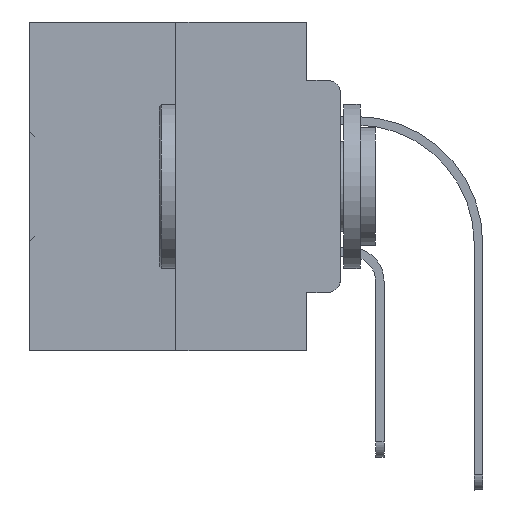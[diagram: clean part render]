
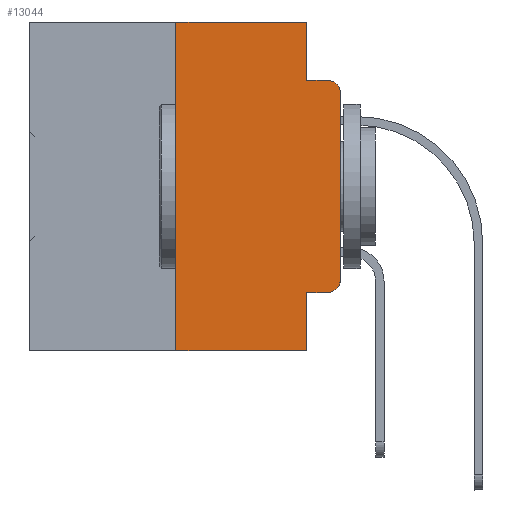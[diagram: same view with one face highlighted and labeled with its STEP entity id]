
A CAD part, left-side view. The second image highlights one B-rep face of the part: STEP entity #13044.
In plain terms, the highlighted planar face has unit normal (-1, 0, 0).
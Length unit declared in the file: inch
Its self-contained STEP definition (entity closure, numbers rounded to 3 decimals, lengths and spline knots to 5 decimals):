
#1032 = CIRCLE ( 'NONE', #17427, 0.02 ) ;
#1091 = CARTESIAN_POINT ( 'NONE',  ( 0., 0., 0. ) ) ;
#1119 = EDGE_CURVE ( 'NONE', #35997, #12483, #29930, .T. ) ;
#1782 = EDGE_CURVE ( 'NONE', #35997, #12763, #11428, .T. ) ;
#2419 = VECTOR ( 'NONE', #33131, 39.37008 ) ;
#3299 = PLANE ( 'NONE',  #35783 ) ;
#3563 = ORIENTED_EDGE ( 'NONE', *, *, #18975, .F. ) ;
#3778 = ORIENTED_EDGE ( 'NONE', *, *, #33402, .T. ) ;
#3863 = DIRECTION ( 'NONE',  ( 0., 0., -1. ) ) ;
#3882 = CARTESIAN_POINT ( 'NONE',  ( 0., 0.473, -0.5 ) ) ;
#4234 = LINE ( 'NONE', #21931, #5381 ) ;
#4617 = CARTESIAN_POINT ( 'NONE',  ( 0., 0.051, -0.0885 ) ) ;
#5100 = ORIENTED_EDGE ( 'NONE', *, *, #1782, .F. ) ;
#5381 = VECTOR ( 'NONE', #12963, 39.37008 ) ;
#5910 = CARTESIAN_POINT ( 'NONE',  ( 0., 0.25, 0. ) ) ;
#6051 = ORIENTED_EDGE ( 'NONE', *, *, #17805, .T. ) ;
#6974 = EDGE_CURVE ( 'NONE', #12763, #23330, #4234, .T. ) ;
#8213 = EDGE_CURVE ( 'NONE', #37228, #23986, #19061, .T. ) ;
#10492 = CARTESIAN_POINT ( 'NONE',  ( 0., 0.051, -0.4115 ) ) ;
#10917 = EDGE_CURVE ( 'NONE', #16086, #35731, #26773, .T. ) ;
#11428 = LINE ( 'NONE', #5910, #14073 ) ;
#11959 = VECTOR ( 'NONE', #15480, 39.37008 ) ;
#12483 = VERTEX_POINT ( 'NONE', #28308 ) ;
#12683 = EDGE_LOOP ( 'NONE', ( #26007, #3778, #15935, #3563, #17897, #5100, #27541, #28650, #28804, #6051 ) ) ;
#12763 = VERTEX_POINT ( 'NONE', #22356 ) ;
#12909 = DIRECTION ( 'NONE',  ( 0., 0., -1. ) ) ;
#12963 = DIRECTION ( 'NONE',  ( 0., -1., 0. ) ) ;
#13044 = ADVANCED_FACE ( 'NONE', ( #15269 ), #3299, .F. ) ;
#13852 = CARTESIAN_POINT ( 'NONE',  ( 0., 0.02, -0.0885 ) ) ;
#14073 = VECTOR ( 'NONE', #22839, 39.37008 ) ;
#14333 = CARTESIAN_POINT ( 'NONE',  ( 0., 0.25, -0.5 ) ) ;
#15269 = FACE_OUTER_BOUND ( 'NONE', #12683, .T. ) ;
#15480 = DIRECTION ( 'NONE',  ( 0., -1., 0. ) ) ;
#15935 = ORIENTED_EDGE ( 'NONE', *, *, #8213, .F. ) ;
#16086 = VERTEX_POINT ( 'NONE', #27763 ) ;
#16234 = CARTESIAN_POINT ( 'NONE',  ( 0., 0.051, 0. ) ) ;
#17427 = AXIS2_PLACEMENT_3D ( 'NONE', #19182, #30784, #23865 ) ;
#17805 = EDGE_CURVE ( 'NONE', #35064, #16086, #1032, .T. ) ;
#17897 = ORIENTED_EDGE ( 'NONE', *, *, #6974, .F. ) ;
#18429 = LINE ( 'NONE', #21876, #28402 ) ;
#18511 = EDGE_CURVE ( 'NONE', #35073, #35064, #36548, .T. ) ;
#18975 = EDGE_CURVE ( 'NONE', #23330, #37228, #18429, .T. ) ;
#19061 = LINE ( 'NONE', #4617, #2419 ) ;
#19182 = CARTESIAN_POINT ( 'NONE',  ( 0., 0.02, -0.3915 ) ) ;
#20619 = DIRECTION ( 'NONE',  ( 0., 0., -1. ) ) ;
#21876 = CARTESIAN_POINT ( 'NONE',  ( 0., 0.051, 0. ) ) ;
#21931 = CARTESIAN_POINT ( 'NONE',  ( 0., 0.473, 0. ) ) ;
#22356 = CARTESIAN_POINT ( 'NONE',  ( 0., 0.25, 0. ) ) ;
#22839 = DIRECTION ( 'NONE',  ( 0., 0., 1. ) ) ;
#22921 = CIRCLE ( 'NONE', #36895, 0.02 ) ;
#23254 = VECTOR ( 'NONE', #3863, 39.37008 ) ;
#23330 = VERTEX_POINT ( 'NONE', #16234 ) ;
#23835 = DIRECTION ( 'NONE',  ( 1., 0., 0. ) ) ;
#23865 = DIRECTION ( 'NONE',  ( 0., 0., -1. ) ) ;
#23986 = VERTEX_POINT ( 'NONE', #13852 ) ;
#24025 = CARTESIAN_POINT ( 'NONE',  ( 0., 0.473, 0. ) ) ;
#24678 = DIRECTION ( 'NONE',  ( -1., 0., 0. ) ) ;
#26007 = ORIENTED_EDGE ( 'NONE', *, *, #10917, .T. ) ;
#26773 = LINE ( 'NONE', #1091, #30216 ) ;
#26957 = DIRECTION ( 'NONE',  ( 0., 0., -1. ) ) ;
#27061 = CARTESIAN_POINT ( 'NONE',  ( 0., 0.051, 0. ) ) ;
#27523 = CARTESIAN_POINT ( 'NONE',  ( 0., 0.02, -0.1085 ) ) ;
#27541 = ORIENTED_EDGE ( 'NONE', *, *, #1119, .T. ) ;
#27763 = CARTESIAN_POINT ( 'NONE',  ( 0., 0., -0.3915 ) ) ;
#27876 = EDGE_CURVE ( 'NONE', #35073, #12483, #29543, .T. ) ;
#27952 = CARTESIAN_POINT ( 'NONE',  ( 0., 0.02, -0.4115 ) ) ;
#28308 = CARTESIAN_POINT ( 'NONE',  ( 0., 0.051, -0.5 ) ) ;
#28402 = VECTOR ( 'NONE', #12909, 39.37008 ) ;
#28650 = ORIENTED_EDGE ( 'NONE', *, *, #27876, .F. ) ;
#28804 = ORIENTED_EDGE ( 'NONE', *, *, #18511, .T. ) ;
#29420 = DIRECTION ( 'NONE',  ( 0., 0., 1. ) ) ;
#29543 = LINE ( 'NONE', #27061, #23254 ) ;
#29930 = LINE ( 'NONE', #3882, #11959 ) ;
#30216 = VECTOR ( 'NONE', #29420, 39.37008 ) ;
#30345 = CARTESIAN_POINT ( 'NONE',  ( 0., 0., -0.1085 ) ) ;
#30784 = DIRECTION ( 'NONE',  ( -1., 0., 0. ) ) ;
#30799 = CARTESIAN_POINT ( 'NONE',  ( 0., 0.051, -0.4115 ) ) ;
#33131 = DIRECTION ( 'NONE',  ( 0., -1., 0. ) ) ;
#33402 = EDGE_CURVE ( 'NONE', #35731, #23986, #22921, .T. ) ;
#35064 = VERTEX_POINT ( 'NONE', #27952 ) ;
#35073 = VERTEX_POINT ( 'NONE', #30799 ) ;
#35084 = VECTOR ( 'NONE', #35972, 39.37008 ) ;
#35731 = VERTEX_POINT ( 'NONE', #30345 ) ;
#35783 = AXIS2_PLACEMENT_3D ( 'NONE', #24025, #23835, #20619 ) ;
#35972 = DIRECTION ( 'NONE',  ( 0., -1., 0. ) ) ;
#35997 = VERTEX_POINT ( 'NONE', #14333 ) ;
#36443 = CARTESIAN_POINT ( 'NONE',  ( 0., 0.051, -0.0885 ) ) ;
#36548 = LINE ( 'NONE', #10492, #35084 ) ;
#36895 = AXIS2_PLACEMENT_3D ( 'NONE', #27523, #24678, #26957 ) ;
#37228 = VERTEX_POINT ( 'NONE', #36443 ) ;
